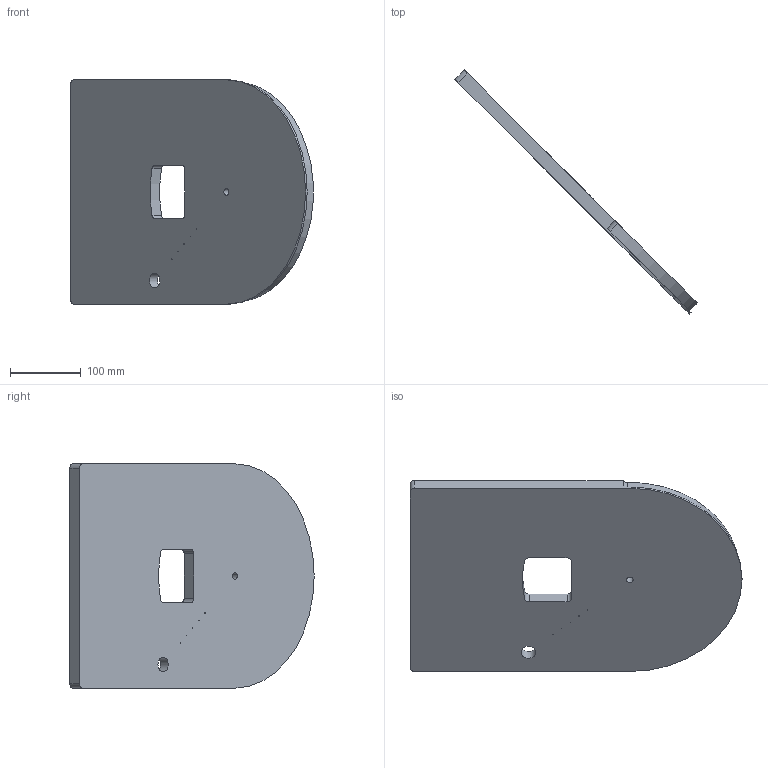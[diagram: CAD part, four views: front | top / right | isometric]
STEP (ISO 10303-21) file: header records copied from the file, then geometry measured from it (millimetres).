
FILE_DESCRIPTION(/* description */ (''),/* implementation_level */ '2;1');
FILE_NAME(/* name */ 'John_1 v5.step',/* time_stamp */ '2022-02-27T11:37:03-08:00',/* author */ (''),/* organization */ (''),/* preprocessor_version */ 'ST-DEVELOPER v18.1',/* originating_system */ 'Autodesk Translation Framework v10.13.0.1454',/* authorisation */ '');
FILE_SCHEMA (('AUTOMOTIVE_DESIGN { 1 0 10303 214 3 1 1 }'));
Length unit declared in the file: inch
Products named in the file (2): John_1; DISK BASE
Assembly tree (1 placements, depth 2):
  John_1
    DISK BASE
Bounding box: 343.11 x 345.74 x 317.5 mm (x, y, z)
Volume: 2496485.2 mm3; surface area: 303923.6 mm2
Topology: 1 solids, 1 shells, 50 faces, 135 edges, 90 vertices
Faces by surface type: cylinder 30, plane 16, bspline 4
Full cylindrical faces by diameter (mm): 0.794 x5, 9.525 x1, 20.637 x1
Entity records: 1948 total; most frequent: CARTESIAN_POINT 539, DIRECTION 287, ORIENTED_EDGE 270, EDGE_CURVE 135, AXIS2_PLACEMENT_3D 110, VERTEX_POINT 90, EDGE_LOOP 69, LINE 67
